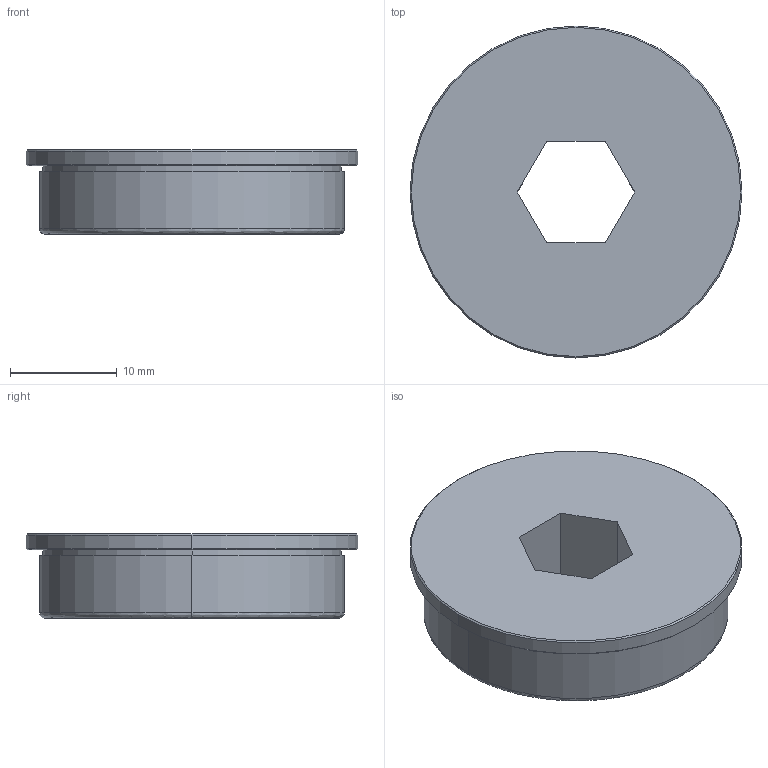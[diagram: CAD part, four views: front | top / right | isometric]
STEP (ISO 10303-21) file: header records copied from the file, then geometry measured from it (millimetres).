
FILE_DESCRIPTION (( 'STEP AP214' ), '1' );
FILE_NAME ('am-0692 FR6ZZL-hex.STEP', '2014-08-20T21:09:46', ( '' ), ( '' ), 'SwSTEP 2.0', 'SolidWorks 2014', '' );
FILE_SCHEMA (( 'AUTOMOTIVE_DESIGN' ));
Length unit declared in the file: inch
Products named in the file (1): am-0692 FR6ZZL-hex
Bounding box: 31.11 x 31.11 x 7.93 mm (x, y, z)
Volume: 4620.9 mm3; surface area: 2369.6 mm2
Topology: 1 solids, 1 shells, 22 faces, 48 edges, 30 vertices
Faces by surface type: plane 10, cylinder 6, cone 4, bspline 2
Entity records: 1152 total; most frequent: CARTESIAN_POINT 333, DIRECTION 106, ORIENTED_EDGE 96, EDGE_CURVE 48, AXIS2_PLACEMENT_3D 39, VERTEX_POINT 30, VECTOR 28, LINE 28
